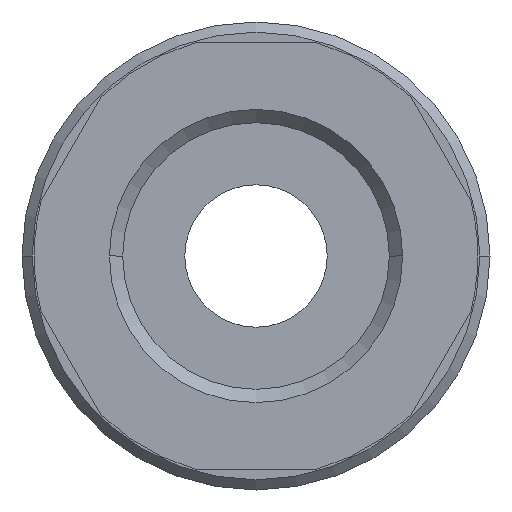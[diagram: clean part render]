
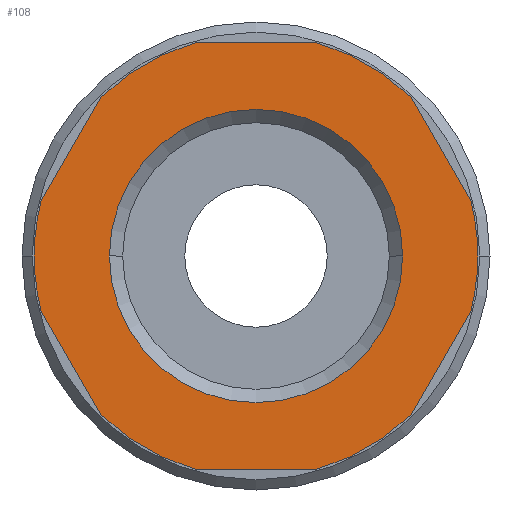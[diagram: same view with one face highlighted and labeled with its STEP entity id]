
A CAD part, front view. The second image highlights one B-rep face of the part: STEP entity #108.
In plain terms, the highlighted planar face has unit normal (0, -1, 0).
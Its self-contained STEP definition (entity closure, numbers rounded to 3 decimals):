
#108=ADVANCED_FACE('',(#287,#288),#289,.T.);
#287=FACE_BOUND('',#542,.T.);
#288=FACE_OUTER_BOUND('',#543,.T.);
#289=PLANE('',#544);
#542=EDGE_LOOP('',(#801,#802));
#543=EDGE_LOOP('',(#803,#804,#805,#806,#807,#808,#809,#810,#811,#812,#813,#814,#815,#816));
#544=AXIS2_PLACEMENT_3D('',#817,#818,#819);
#801=ORIENTED_EDGE('',*,*,#1467,.T.);
#802=ORIENTED_EDGE('',*,*,#1468,.T.);
#803=ORIENTED_EDGE('',*,*,#1469,.T.);
#804=ORIENTED_EDGE('',*,*,#1470,.F.);
#805=ORIENTED_EDGE('',*,*,#1471,.T.);
#806=ORIENTED_EDGE('',*,*,#1472,.F.);
#807=ORIENTED_EDGE('',*,*,#1473,.T.);
#808=ORIENTED_EDGE('',*,*,#1474,.F.);
#809=ORIENTED_EDGE('',*,*,#1475,.F.);
#810=ORIENTED_EDGE('',*,*,#1476,.T.);
#811=ORIENTED_EDGE('',*,*,#1477,.F.);
#812=ORIENTED_EDGE('',*,*,#1478,.T.);
#813=ORIENTED_EDGE('',*,*,#1479,.F.);
#814=ORIENTED_EDGE('',*,*,#1480,.T.);
#815=ORIENTED_EDGE('',*,*,#1481,.F.);
#816=ORIENTED_EDGE('',*,*,#1482,.F.);
#817=CARTESIAN_POINT('',(5.45,0.0,0.0));
#818=DIRECTION('',(-0.0,-1.0,-0.0));
#819=DIRECTION('',(-1.0,0.0,0.0));
#1467=EDGE_CURVE('',#1731,#1732,#1733,.T.);
#1468=EDGE_CURVE('',#1732,#1731,#1734,.T.);
#1469=EDGE_CURVE('',#1735,#1736,#1737,.T.);
#1470=EDGE_CURVE('',#1738,#1736,#1739,.T.);
#1471=EDGE_CURVE('',#1738,#1740,#1741,.T.);
#1472=EDGE_CURVE('',#1742,#1740,#1743,.T.);
#1473=EDGE_CURVE('',#1742,#1744,#1745,.T.);
#1474=EDGE_CURVE('',#1746,#1744,#1747,.T.);
#1475=EDGE_CURVE('',#1748,#1746,#1749,.T.);
#1476=EDGE_CURVE('',#1748,#1750,#1751,.T.);
#1477=EDGE_CURVE('',#1752,#1750,#1753,.T.);
#1478=EDGE_CURVE('',#1752,#1754,#1755,.T.);
#1479=EDGE_CURVE('',#1756,#1754,#1757,.T.);
#1480=EDGE_CURVE('',#1756,#1758,#1759,.T.);
#1481=EDGE_CURVE('',#1760,#1758,#1761,.T.);
#1482=EDGE_CURVE('',#1735,#1760,#1762,.T.);
#1731=VERTEX_POINT('',#2095);
#1732=VERTEX_POINT('',#2096);
#1733=CIRCLE('',#2097,7.205);
#1734=CIRCLE('',#2098,7.205);
#1735=VERTEX_POINT('',#2099);
#1736=VERTEX_POINT('',#2100);
#1737=LINE('',#2101,#2102);
#1738=VERTEX_POINT('',#2103);
#1739=CIRCLE('',#2104,10.9);
#1740=VERTEX_POINT('',#2105);
#1741=LINE('',#2106,#2107);
#1742=VERTEX_POINT('',#2108);
#1743=CIRCLE('',#2109,10.9);
#1744=VERTEX_POINT('',#2110);
#1745=LINE('',#2111,#2112);
#1746=VERTEX_POINT('',#2113);
#1747=CIRCLE('',#2114,10.9);
#1748=VERTEX_POINT('',#2115);
#1749=CIRCLE('',#2116,10.9);
#1750=VERTEX_POINT('',#2117);
#1751=LINE('',#2118,#2119);
#1752=VERTEX_POINT('',#2120);
#1753=CIRCLE('',#2121,10.9);
#1754=VERTEX_POINT('',#2122);
#1755=LINE('',#2123,#2124);
#1756=VERTEX_POINT('',#2125);
#1757=CIRCLE('',#2126,10.9);
#1758=VERTEX_POINT('',#2127);
#1759=LINE('',#2128,#2129);
#1760=VERTEX_POINT('',#2130);
#1761=CIRCLE('',#2131,10.9);
#1762=CIRCLE('',#2132,10.9);
#2095=CARTESIAN_POINT('',(-7.205,0.0,0.));
#2096=CARTESIAN_POINT('',(7.205,0.0,0.));
#2097=AXIS2_PLACEMENT_3D('',#2784,#2785,#2786);
#2098=AXIS2_PLACEMENT_3D('',#2787,#2788,#2789);
#2099=CARTESIAN_POINT('',(-10.556,0.0,-2.716));
#2100=CARTESIAN_POINT('',(-7.63,0.0,-7.784));
#2101=CARTESIAN_POINT('',(-8.412,0.0,-6.43));
#2102=VECTOR('',#2790,1.0);
#2103=CARTESIAN_POINT('',(-2.926,0.0,-10.5));
#2104=AXIS2_PLACEMENT_3D('',#2791,#2792,#2793);
#2105=CARTESIAN_POINT('',(2.926,0.0,-10.5));
#2106=CARTESIAN_POINT('',(2.725,0.0,-10.5));
#2107=VECTOR('',#2794,1.0);
#2108=CARTESIAN_POINT('',(7.63,0.0,-7.784));
#2109=AXIS2_PLACEMENT_3D('',#2795,#2796,#2797);
#2110=CARTESIAN_POINT('',(10.556,0.0,-2.716));
#2111=CARTESIAN_POINT('',(9.775,0.0,-4.07));
#2112=VECTOR('',#2798,1.0);
#2113=CARTESIAN_POINT('',(10.9,0.0,0.));
#2114=AXIS2_PLACEMENT_3D('',#2799,#2800,#2801);
#2115=CARTESIAN_POINT('',(10.556,0.0,2.716));
#2116=AXIS2_PLACEMENT_3D('',#2802,#2803,#2804);
#2117=CARTESIAN_POINT('',(7.63,0.0,7.784));
#2118=CARTESIAN_POINT('',(9.775,0.0,4.07));
#2119=VECTOR('',#2805,1.0);
#2120=CARTESIAN_POINT('',(2.926,0.0,10.5));
#2121=AXIS2_PLACEMENT_3D('',#2806,#2807,#2808);
#2122=CARTESIAN_POINT('',(-2.926,0.0,10.5));
#2123=CARTESIAN_POINT('',(2.725,0.0,10.5));
#2124=VECTOR('',#2809,1.0);
#2125=CARTESIAN_POINT('',(-7.63,0.0,7.784));
#2126=AXIS2_PLACEMENT_3D('',#2810,#2811,#2812);
#2127=CARTESIAN_POINT('',(-10.556,0.0,2.716));
#2128=CARTESIAN_POINT('',(-8.412,0.0,6.43));
#2129=VECTOR('',#2813,1.0);
#2130=CARTESIAN_POINT('',(-10.9,0.0,0.));
#2131=AXIS2_PLACEMENT_3D('',#2814,#2815,#2816);
#2132=AXIS2_PLACEMENT_3D('',#2817,#2818,#2819);
#2784=CARTESIAN_POINT('',(0.0,0.0,0.0));
#2785=DIRECTION('',(-0.0,1.0,0.0));
#2786=DIRECTION('',(1.0,0.0,0.0));
#2787=CARTESIAN_POINT('',(0.0,0.0,0.0));
#2788=DIRECTION('',(-0.0,1.0,0.0));
#2789=DIRECTION('',(1.0,0.0,0.0));
#2790=DIRECTION('',(0.5,0.0,-0.866));
#2791=CARTESIAN_POINT('',(0.0,0.0,0.0));
#2792=DIRECTION('',(-0.0,1.0,0.0));
#2793=DIRECTION('',(1.0,0.0,0.0));
#2794=DIRECTION('',(1.0,-0.0,0.0));
#2795=CARTESIAN_POINT('',(0.0,0.0,0.0));
#2796=DIRECTION('',(-0.0,1.0,0.0));
#2797=DIRECTION('',(1.0,0.0,0.0));
#2798=DIRECTION('',(0.5,-0.0,0.866));
#2799=CARTESIAN_POINT('',(0.0,0.0,0.0));
#2800=DIRECTION('',(-0.0,1.0,0.0));
#2801=DIRECTION('',(1.0,0.0,0.0));
#2802=CARTESIAN_POINT('',(0.0,0.0,0.0));
#2803=DIRECTION('',(-0.0,1.0,0.0));
#2804=DIRECTION('',(1.0,0.0,0.0));
#2805=DIRECTION('',(-0.5,0.0,0.866));
#2806=CARTESIAN_POINT('',(0.0,0.0,0.0));
#2807=DIRECTION('',(-0.0,1.0,0.0));
#2808=DIRECTION('',(1.0,0.0,0.0));
#2809=DIRECTION('',(-1.0,0.0,0.));
#2810=CARTESIAN_POINT('',(0.0,0.0,0.0));
#2811=DIRECTION('',(-0.0,1.0,0.0));
#2812=DIRECTION('',(1.0,0.0,0.0));
#2813=DIRECTION('',(-0.5,0.0,-0.866));
#2814=CARTESIAN_POINT('',(0.0,0.0,0.0));
#2815=DIRECTION('',(-0.0,1.0,0.0));
#2816=DIRECTION('',(1.0,0.0,0.0));
#2817=CARTESIAN_POINT('',(0.0,0.0,0.0));
#2818=DIRECTION('',(-0.0,1.0,0.0));
#2819=DIRECTION('',(1.0,0.0,0.0));
